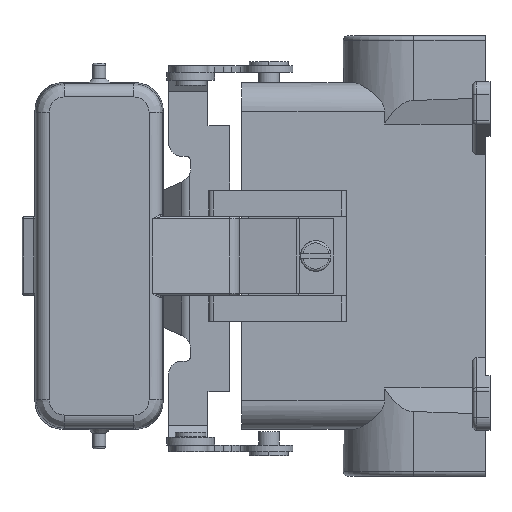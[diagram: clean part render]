
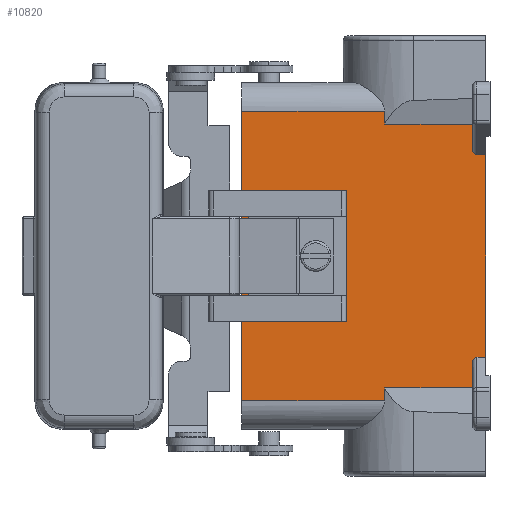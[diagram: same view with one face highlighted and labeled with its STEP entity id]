
A CAD part, front view. The second image highlights one B-rep face of the part: STEP entity #10820.
In plain terms, the highlighted face is planar.
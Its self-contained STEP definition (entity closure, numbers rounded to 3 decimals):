
#980=CARTESIAN_POINT('',(17.9,0.,0.));
#990=DIRECTION('',(0.,-1.,0.));
#1000=VECTOR('',#990,1.);
#1010=LINE('',#980,#1000);
#1020=CARTESIAN_POINT('',(17.9,-16.867,0.))
;
#1030=VERTEX_POINT('',#1020);
#1040=CARTESIAN_POINT('',(17.9,-19.,0.));
#1050=VERTEX_POINT('',#1040);
#1060=EDGE_CURVE('',#1030,#1050,#1010,.T.);
#1960=CARTESIAN_POINT('',(0.,-6.533,0.));
#1970=DIRECTION('',(0.866,-0.5,0.));
#1980=VECTOR('',#1970,1.);
#1990=LINE('',#1960,#1980);
#2000=CARTESIAN_POINT('',(13.8,-14.5,0.));
#2010=VERTEX_POINT('',#2000);
#2020=EDGE_CURVE('',#2010,#1030,#1990,.T.);
#2270=CARTESIAN_POINT('',(13.8,-6.5,0.));
#2280=DIRECTION('',(0.,0.,1.));
#2290=DIRECTION('',(1.,0.,0.));
#2300=AXIS2_PLACEMENT_3D('',#2270,#2280,#2290);
#2310=CIRCLE('',#2300,8.);
#2320=CARTESIAN_POINT('',(5.8,-6.5,0.));
#2330=VERTEX_POINT('',#2320);
#2340=EDGE_CURVE('',#2330,#2010,#2310,.T.);
#2600=CARTESIAN_POINT('',(5.8,0.,0.));
#2610=DIRECTION('',(0.,-1.,0.));
#2620=VECTOR('',#2610,1.);
#2630=LINE('',#2600,#2620);
#2640=CARTESIAN_POINT('',(5.8,0.,0.));
#2650=VERTEX_POINT('',#2640);
#2660=EDGE_CURVE('',#2650,#2330,#2630,.T.);
#3080=CARTESIAN_POINT('',(0.,0.,0.));
#3090=DIRECTION('',(1.,0.,0.));
#3100=VECTOR('',#3090,1.);
#3110=LINE('',#3080,#3100);
#3120=CARTESIAN_POINT('',(0.,0.,0.)
);
#3130=VERTEX_POINT('',#3120);
#3140=EDGE_CURVE('',#3130,#2650,#3110,.T.);
#7380=CARTESIAN_POINT('',(-12.1,-19.,0.));
#7390=VERTEX_POINT('',#7380);
#7420=CARTESIAN_POINT('',(0.,-19.,0.));
#7430=DIRECTION('',(-1.,0.,0.));
#7440=VECTOR('',#7430,1.);
#7450=LINE('',#7420,#7440);
#7460=EDGE_CURVE('',#1050,#7390,#7450,.T.);
#9260=CARTESIAN_POINT('',(36.15,3.,0.));
#9270=DIRECTION('',(0.,0.,-1.));
#9280=DIRECTION('',(-1.,0.,0.));
#9290=AXIS2_PLACEMENT_3D('',#9260,#9270,#9280);
#9300=PLANE('',#9290);
#9310=CARTESIAN_POINT('',(-47.6,-29.812,0.))
;
#9320=DIRECTION('',(1.,0.,0.));
#9330=VECTOR('',#9320,1.);
#9340=LINE('',#9310,#9330);
#9350=CARTESIAN_POINT('',(33.189,-29.812,
0.));
#9360=VERTEX_POINT('',#9350);
#9370=CARTESIAN_POINT('',(36.15,-29.812,
0.));
#9380=VERTEX_POINT('',#9370);
#9390=EDGE_CURVE('',#9360,#9380,#9340,.T.);
#9400=ORIENTED_EDGE('',*,*,#9390,.F.);
#9410=CARTESIAN_POINT('',(36.15,3.,0.));
#9420=DIRECTION('',(0.,-1.,0.));
#9430=VECTOR('',#9420,1.);
#9440=LINE('',#9410,#9430);
#9450=CARTESIAN_POINT('',(36.15,3.,0.));
#9460=VERTEX_POINT('',#9450);
#9470=EDGE_CURVE('',#9460,#9380,#9440,.T.);
#9480=ORIENTED_EDGE('',*,*,#9470,.T.);
#9490=CARTESIAN_POINT('',(-36.85,3.,0.));
#9500=DIRECTION('',(1.,0.,0.));
#9510=VECTOR('',#9500,1.);
#9520=LINE('',#9490,#9510);
#9530=CARTESIAN_POINT('',(-30.35,3.,0.));
#9540=VERTEX_POINT('',#9530);
#9550=EDGE_CURVE('',#9540,#9460,#9520,.T.);
#9560=ORIENTED_EDGE('',*,*,#9550,.T.);
#9570=CARTESIAN_POINT('',(-30.35,3.,0.));
#9580=DIRECTION('',(0.,-1.,0.));
#9590=VECTOR('',#9580,1.);
#9600=LINE('',#9570,#9590);
#9610=CARTESIAN_POINT('',(-30.35,-29.812,
0.));
#9620=VERTEX_POINT('',#9610);
#9630=EDGE_CURVE('',#9540,#9620,#9600,.T.);
#9640=ORIENTED_EDGE('',*,*,#9630,.F.);
#9650=CARTESIAN_POINT('',(-27.389,-29.812,
0.));
#9660=VERTEX_POINT('',#9650);
#9670=EDGE_CURVE('',#9620,#9660,#9340,.T.);
#9680=ORIENTED_EDGE('',*,*,#9670,.F.);
#9690=CARTESIAN_POINT('',(-27.389,-53.,0.));
#9700=DIRECTION('',(0.,1.,0.));
#9710=VECTOR('',#9700,1.);
#9720=LINE('',#9690,#9710);
#9730=CARTESIAN_POINT('',(-27.389,-50.,0.));
#9740=VERTEX_POINT('',#9730);
#9750=EDGE_CURVE('',#9740,#9660,#9720,.T.);
#9760=ORIENTED_EDGE('',*,*,#9750,.T.);
#9770=CARTESIAN_POINT('',(3.07,-50.,0.));
#9780=DIRECTION('',(-1.,0.,0.));
#9790=VECTOR('',#9780,1.);
#9800=LINE('',#9770,#9790);
#9810=CARTESIAN_POINT('',(-21.609,-50.,0.));
#9820=VERTEX_POINT('',#9810);
#9830=EDGE_CURVE('',#9820,#9740,#9800,.T.);
#9840=ORIENTED_EDGE('',*,*,#9830,.T.);
#9850=CARTESIAN_POINT('',(-21.609,-51.,0.));
#9860=DIRECTION('',(0.,0.,-1.));
#9870=DIRECTION('',(-1.,0.,0.));
#9880=AXIS2_PLACEMENT_3D('',#9850,#9860,#9870);
#9890=ELLIPSE('',#9880,1.221,1.);
#9900=CARTESIAN_POINT('',(-20.388,-51.,0.));
#9910=VERTEX_POINT('',#9900);
#9920=EDGE_CURVE('',#9820,#9910,#9890,.T.);
#9930=ORIENTED_EDGE('',*,*,#9920,.F.);
#9940=CARTESIAN_POINT('',(-20.388,-53.,0.));
#9950=DIRECTION('',(0.,1.,0.));
#9960=VECTOR('',#9950,1.);
#9970=LINE('',#9940,#9960);
#9980=CARTESIAN_POINT('',(-20.388,-53.,0.));
#9990=VERTEX_POINT('',#9980);
#10000=EDGE_CURVE('',#9990,#9910,#9970,.T.);
#10010=ORIENTED_EDGE('',*,*,#10000,.T.);
#10020=CARTESIAN_POINT('',(3.07,-53.,0.));
#10030=DIRECTION('',(-1.,0.,0.));
#10040=VECTOR('',#10030,1.);
#10050=LINE('',#10020,#10040);
#10060=CARTESIAN_POINT('',(26.188,-53.,0.));
#10070=VERTEX_POINT('',#10060);
#10080=EDGE_CURVE('',#10070,#9990,#10050,.T.);
#10090=ORIENTED_EDGE('',*,*,#10080,.T.);
#10100=CARTESIAN_POINT('',(26.188,-53.,0.));
#10110=DIRECTION('',(0.,1.,0.));
#10120=VECTOR('',#10110,1.);
#10130=LINE('',#10100,#10120);
#10140=CARTESIAN_POINT('',(26.188,-51.,0.));
#10150=VERTEX_POINT('',#10140);
#10160=EDGE_CURVE('',#10070,#10150,#10130,.T.);
#10170=ORIENTED_EDGE('',*,*,#10160,.F.);
#10180=CARTESIAN_POINT('',(27.409,-51.,0.));
#10190=DIRECTION('',(0.,0.,-1.));
#10200=DIRECTION('',(-1.,0.,0.));
#10210=AXIS2_PLACEMENT_3D('',#10180,#10190,#10200);
#10220=ELLIPSE('',#10210,1.221,1.);
#10230=CARTESIAN_POINT('',(27.409,-50.,0.));
#10240=VERTEX_POINT('',#10230);
#10250=EDGE_CURVE('',#10150,#10240,#10220,.T.);
#10260=ORIENTED_EDGE('',*,*,#10250,.F.);
#10270=CARTESIAN_POINT('',(3.07,-50.,0.));
#10280=DIRECTION('',(1.,0.,0.));
#10290=VECTOR('',#10280,1.);
#10300=LINE('',#10270,#10290);
#10310=CARTESIAN_POINT('',(33.189,-50.,0.));
#10320=VERTEX_POINT('',#10310);
#10330=EDGE_CURVE('',#10240,#10320,#10300,.T.);
#10340=ORIENTED_EDGE('',*,*,#10330,.F.);
#10350=CARTESIAN_POINT('',(33.189,-53.,0.));
#10360=DIRECTION('',(0.,1.,0.));
#10370=VECTOR('',#10360,1.);
#10380=LINE('',#10350,#10370);
#10390=EDGE_CURVE('',#10320,#9360,#10380,.T.);
#10400=ORIENTED_EDGE('',*,*,#10390,.F.);
#10410=EDGE_LOOP('',(#10400,#10340,#10260,#10170,#10090,#10010,#9930,
#9840,#9760,#9680,#9640,#9560,#9480,#9400));
#10420=FACE_OUTER_BOUND('',#10410,.T.);
#10430=ORIENTED_EDGE('',*,*,#2020,.F.);
#10440=ORIENTED_EDGE('',*,*,#1060,.F.);
#10450=ORIENTED_EDGE('',*,*,#7460,.F.);
#10460=CARTESIAN_POINT('',(-12.1,0.,0.));
#10470=DIRECTION('',(0.,-1.,0.));
#10480=VECTOR('',#10470,1.);
#10490=LINE('',#10460,#10480);
#10500=CARTESIAN_POINT('',(-12.1,-16.867,0.))
;
#10510=VERTEX_POINT('',#10500);
#10520=EDGE_CURVE('',#10510,#7390,#10490,.T.);
#10530=ORIENTED_EDGE('',*,*,#10520,.T.);
#10540=CARTESIAN_POINT('',(0.,-9.881,0.));
#10550=DIRECTION('',(-0.866,-0.5,0.));
#10560=VECTOR('',#10550,1.);
#10570=LINE('',#10540,#10560);
#10580=CARTESIAN_POINT('',(-8.,-14.5,0.));
#10590=VERTEX_POINT('',#10580);
#10600=EDGE_CURVE('',#10590,#10510,#10570,.T.);
#10610=ORIENTED_EDGE('',*,*,#10600,.T.);
#10620=CARTESIAN_POINT('',(-8.,-6.5,0.));
#10630=DIRECTION('',(0.,0.,-1.));
#10640=DIRECTION('',(-1.,0.,0.));
#10650=AXIS2_PLACEMENT_3D('',#10620,#10630,#10640);
#10660=CIRCLE('',#10650,8.);
#10670=CARTESIAN_POINT('',(0.,-6.5,
0.));
#10680=VERTEX_POINT('',#10670);
#10690=EDGE_CURVE('',#10680,#10590,#10660,.T.);
#10700=ORIENTED_EDGE('',*,*,#10690,.T.);
#10710=CARTESIAN_POINT('',(0.,0.,0.
));
#10720=DIRECTION('',(0.,-1.,0.));
#10730=VECTOR('',#10720,1.);
#10740=LINE('',#10710,#10730);
#10750=EDGE_CURVE('',#3130,#10680,#10740,.T.);
#10760=ORIENTED_EDGE('',*,*,#10750,.T.);
#10770=ORIENTED_EDGE('',*,*,#3140,.F.);
#10780=ORIENTED_EDGE('',*,*,#2660,.F.);
#10790=ORIENTED_EDGE('',*,*,#2340,.F.);
#10800=EDGE_LOOP('',(#10790,#10780,#10770,#10760,#10700,#10610,#10530,
#10450,#10440,#10430));
#10810=FACE_BOUND('',#10800,.T.);
#10820=ADVANCED_FACE('',(#10420,#10810),#9300,.T.);
